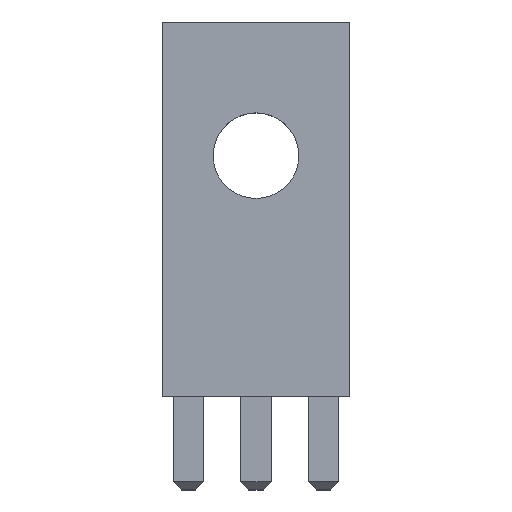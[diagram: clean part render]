
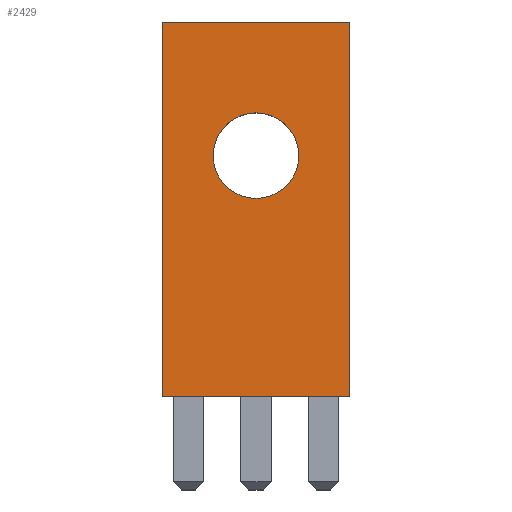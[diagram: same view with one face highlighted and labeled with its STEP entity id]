
A CAD part, top view. The second image highlights one B-rep face of the part: STEP entity #2429.
In plain terms, the highlighted planar face has unit normal (0, 0, 1).
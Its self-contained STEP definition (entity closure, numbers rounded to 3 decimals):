
#33 = VECTOR ( 'NONE', #380, 1000. ) ;
#34 = DIRECTION ( 'NONE',  ( 0., 0., -1. ) ) ;
#100 = CARTESIAN_POINT ( 'NONE',  ( -1.6, 9., 3.5 ) ) ;
#243 = CARTESIAN_POINT ( 'NONE',  ( -3.5, 14., 3.5 ) ) ;
#335 = CARTESIAN_POINT ( 'NONE',  ( 0., 9., 3.5 ) ) ;
#358 = EDGE_CURVE ( 'NONE', #1727, #2162, #1942, .T. ) ;
#368 = CARTESIAN_POINT ( 'NONE',  ( -3.5, 0., 3.5 ) ) ;
#380 = DIRECTION ( 'NONE',  ( 1., 0., 0. ) ) ;
#393 = DIRECTION ( 'NONE',  ( 0., 0., 1. ) ) ;
#420 = ORIENTED_EDGE ( 'NONE', *, *, #446, .F. ) ;
#446 = EDGE_CURVE ( 'NONE', #3091, #1905, #1419, .T. ) ;
#534 = LINE ( 'NONE', #2699, #2672 ) ;
#547 = ORIENTED_EDGE ( 'NONE', *, *, #1581, .F. ) ;
#607 = DIRECTION ( 'NONE',  ( 1., 0., 0. ) ) ;
#615 = VERTEX_POINT ( 'NONE', #243 ) ;
#639 = CARTESIAN_POINT ( 'NONE',  ( 3.5, 0., 3.5 ) ) ;
#712 = LINE ( 'NONE', #1425, #2241 ) ;
#736 = VERTEX_POINT ( 'NONE', #1064 ) ;
#1006 = EDGE_CURVE ( 'NONE', #615, #1727, #1766, .T. ) ;
#1064 = CARTESIAN_POINT ( 'NONE',  ( 3.5, 14., 3.5 ) ) ;
#1092 = DIRECTION ( 'NONE',  ( -1., 0., 0. ) ) ;
#1105 = EDGE_CURVE ( 'NONE', #736, #2162, #712, .T. ) ;
#1186 = AXIS2_PLACEMENT_3D ( 'NONE', #2649, #34, #1092 ) ;
#1245 = ORIENTED_EDGE ( 'NONE', *, *, #2546, .F. ) ;
#1286 = EDGE_LOOP ( 'NONE', ( #2723, #1681, #1245, #1468 ) ) ;
#1419 = CIRCLE ( 'NONE', #1980, 1.6 ) ;
#1425 = CARTESIAN_POINT ( 'NONE',  ( 3.5, 3., 3.5 ) ) ;
#1468 = ORIENTED_EDGE ( 'NONE', *, *, #1006, .T. ) ;
#1581 = EDGE_CURVE ( 'NONE', #1905, #3091, #2395, .T. ) ;
#1596 = CARTESIAN_POINT ( 'NONE',  ( 1.6, 9., 3.5 ) ) ;
#1681 = ORIENTED_EDGE ( 'NONE', *, *, #1105, .F. ) ;
#1682 = DIRECTION ( 'NONE',  ( 0., -1., 0. ) ) ;
#1711 = DIRECTION ( 'NONE',  ( 1., 0., 0. ) ) ;
#1727 = VERTEX_POINT ( 'NONE', #3035 ) ;
#1766 = LINE ( 'NONE', #2700, #1883 ) ;
#1883 = VECTOR ( 'NONE', #1682, 1000. ) ;
#1905 = VERTEX_POINT ( 'NONE', #1596 ) ;
#1916 = FACE_BOUND ( 'NONE', #2331, .T. ) ;
#1942 = LINE ( 'NONE', #368, #33 ) ;
#1951 = DIRECTION ( 'NONE',  ( 0., -1., 0. ) ) ;
#1980 = AXIS2_PLACEMENT_3D ( 'NONE', #2745, #3246, #1711 ) ;
#2112 = PLANE ( 'NONE',  #1186 ) ;
#2162 = VERTEX_POINT ( 'NONE', #639 ) ;
#2241 = VECTOR ( 'NONE', #1951, 1000. ) ;
#2331 = EDGE_LOOP ( 'NONE', ( #547, #420 ) ) ;
#2395 = CIRCLE ( 'NONE', #3115, 1.6 ) ;
#2429 = ADVANCED_FACE ( 'NONE', ( #1916, #2806 ), #2112, .F. ) ;
#2546 = EDGE_CURVE ( 'NONE', #615, #736, #534, .T. ) ;
#2649 = CARTESIAN_POINT ( 'NONE',  ( -3.5, 3., 3.5 ) ) ;
#2672 = VECTOR ( 'NONE', #607, 1000. ) ;
#2699 = CARTESIAN_POINT ( 'NONE',  ( -3.5, 14., 3.5 ) ) ;
#2700 = CARTESIAN_POINT ( 'NONE',  ( -3.5, 3., 3.5 ) ) ;
#2723 = ORIENTED_EDGE ( 'NONE', *, *, #358, .T. ) ;
#2745 = CARTESIAN_POINT ( 'NONE',  ( 0., 9., 3.5 ) ) ;
#2806 = FACE_OUTER_BOUND ( 'NONE', #1286, .T. ) ;
#2974 = DIRECTION ( 'NONE',  ( 1., 0., 0. ) ) ;
#3035 = CARTESIAN_POINT ( 'NONE',  ( -3.5, 0., 3.5 ) ) ;
#3091 = VERTEX_POINT ( 'NONE', #100 ) ;
#3115 = AXIS2_PLACEMENT_3D ( 'NONE', #335, #393, #2974 ) ;
#3246 = DIRECTION ( 'NONE',  ( 0., 0., 1. ) ) ;
